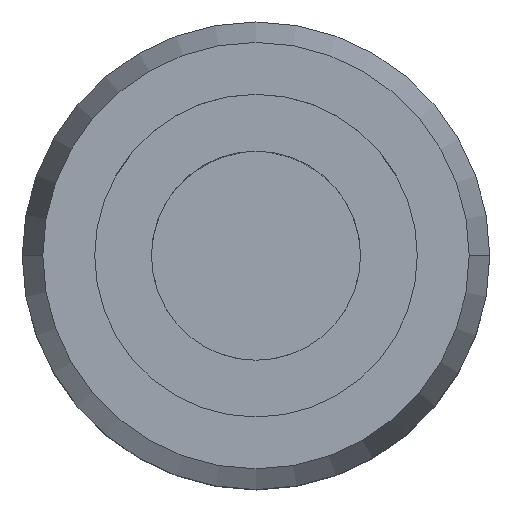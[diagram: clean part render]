
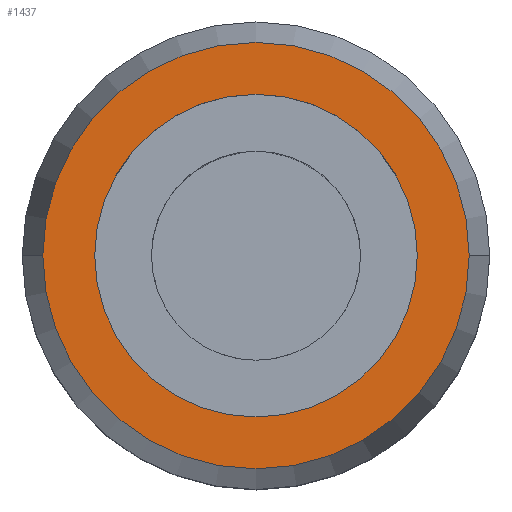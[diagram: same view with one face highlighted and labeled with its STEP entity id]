
A CAD part, top view. The second image highlights one B-rep face of the part: STEP entity #1437.
In plain terms, the highlighted planar face has unit normal (0, 0, 1).
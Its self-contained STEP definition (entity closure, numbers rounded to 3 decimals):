
#61 = VERTEX_POINT ( 'NONE', #2277 ) ;
#73 = CIRCLE ( 'NONE', #2285, 32.375 ) ;
#102 = DIRECTION ( 'NONE',  ( -1., 0., 0. ) ) ;
#149 = DIRECTION ( 'NONE',  ( 0., 0., -1. ) ) ;
#229 = FACE_BOUND ( 'NONE', #2478, .T. ) ;
#358 = CARTESIAN_POINT ( 'NONE',  ( 0., 0., 106.68 ) ) ;
#413 = DIRECTION ( 'NONE',  ( 1., 0., 0. ) ) ;
#483 = ORIENTED_EDGE ( 'NONE', *, *, #588, .T. ) ;
#555 = AXIS2_PLACEMENT_3D ( 'NONE', #2471, #1289, #102 ) ;
#569 = DIRECTION ( 'NONE',  ( -1., 0., 0. ) ) ;
#588 = EDGE_CURVE ( 'NONE', #1925, #2135, #1158, .T. ) ;
#591 = EDGE_CURVE ( 'NONE', #61, #1034, #657, .T. ) ;
#657 = CIRCLE ( 'NONE', #1570, 32.375 ) ;
#704 = ORIENTED_EDGE ( 'NONE', *, *, #2049, .T. ) ;
#941 = ORIENTED_EDGE ( 'NONE', *, *, #591, .F. ) ;
#959 = DIRECTION ( 'NONE',  ( 0., 0., -1. ) ) ;
#1034 = VERTEX_POINT ( 'NONE', #2056 ) ;
#1103 = AXIS2_PLACEMENT_3D ( 'NONE', #1380, #1587, #413 ) ;
#1158 = CIRCLE ( 'NONE', #1443, 24.5 ) ;
#1189 = CARTESIAN_POINT ( 'NONE',  ( 24.5, 0., 106.68 ) ) ;
#1289 = DIRECTION ( 'NONE',  ( 0., 0., -1. ) ) ;
#1334 = FACE_OUTER_BOUND ( 'NONE', #1954, .T. ) ;
#1337 = CARTESIAN_POINT ( 'NONE',  ( 0., 0., 106.68 ) ) ;
#1380 = CARTESIAN_POINT ( 'NONE',  ( 0., 32.375, 106.68 ) ) ;
#1437 = ADVANCED_FACE ( 'NONE', ( #229, #1334 ), #2572, .T. ) ;
#1443 = AXIS2_PLACEMENT_3D ( 'NONE', #358, #1738, #569 ) ;
#1527 = CIRCLE ( 'NONE', #555, 24.5 ) ;
#1538 = DIRECTION ( 'NONE',  ( -1., 0., 0. ) ) ;
#1544 = EDGE_CURVE ( 'NONE', #1034, #61, #73, .T. ) ;
#1570 = AXIS2_PLACEMENT_3D ( 'NONE', #2136, #959, #2328 ) ;
#1587 = DIRECTION ( 'NONE',  ( 0., 0., 1. ) ) ;
#1718 = CARTESIAN_POINT ( 'NONE',  ( -24.5, 0., 106.68 ) ) ;
#1738 = DIRECTION ( 'NONE',  ( 0., 0., -1. ) ) ;
#1925 = VERTEX_POINT ( 'NONE', #1189 ) ;
#1954 = EDGE_LOOP ( 'NONE', ( #2502, #941 ) ) ;
#2049 = EDGE_CURVE ( 'NONE', #2135, #1925, #1527, .T. ) ;
#2056 = CARTESIAN_POINT ( 'NONE',  ( -32.375, 0., 106.68 ) ) ;
#2135 = VERTEX_POINT ( 'NONE', #1718 ) ;
#2136 = CARTESIAN_POINT ( 'NONE',  ( 0., 0., 106.68 ) ) ;
#2277 = CARTESIAN_POINT ( 'NONE',  ( 32.375, 0., 106.68 ) ) ;
#2285 = AXIS2_PLACEMENT_3D ( 'NONE', #1337, #149, #1538 ) ;
#2328 = DIRECTION ( 'NONE',  ( -1., 0., 0. ) ) ;
#2471 = CARTESIAN_POINT ( 'NONE',  ( 0., 0., 106.68 ) ) ;
#2478 = EDGE_LOOP ( 'NONE', ( #704, #483 ) ) ;
#2502 = ORIENTED_EDGE ( 'NONE', *, *, #1544, .F. ) ;
#2572 = PLANE ( 'NONE',  #1103 ) ;
